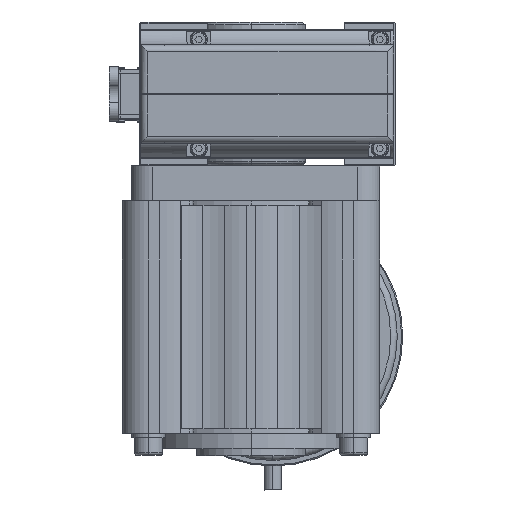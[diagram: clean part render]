
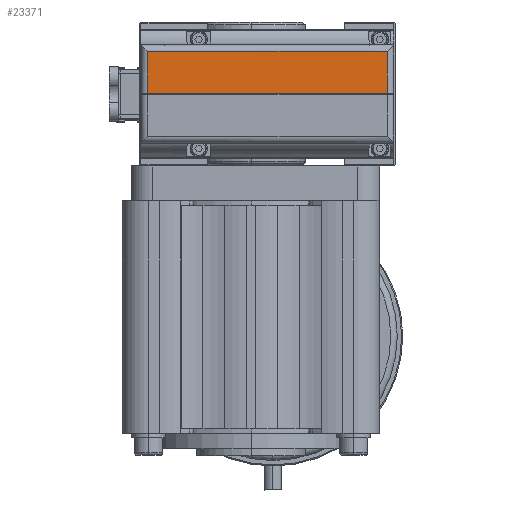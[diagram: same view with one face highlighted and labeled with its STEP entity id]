
A CAD part, left-side view. The second image highlights one B-rep face of the part: STEP entity #23371.
In plain terms, the highlighted planar face has unit normal (-1, 0, 0).
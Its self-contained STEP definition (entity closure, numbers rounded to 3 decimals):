
#1359 = CARTESIAN_POINT ( 'NONE',  ( -327., 113.5, 0.25 ) ) ;
#2207 = DIRECTION ( 'NONE',  ( 0., 1., 0. ) ) ;
#2549 = CARTESIAN_POINT ( 'NONE',  ( -327., 3.5, 19.5 ) ) ;
#7727 = ORIENTED_EDGE ( 'NONE', *, *, #29469, .F. ) ;
#8065 = FACE_OUTER_BOUND ( 'NONE', #48587, .T. ) ;
#8940 = ORIENTED_EDGE ( 'NONE', *, *, #45290, .T. ) ;
#9257 = CARTESIAN_POINT ( 'NONE',  ( -327., 113.5, 0.25 ) ) ;
#11303 = DIRECTION ( 'NONE',  ( 0., 0., -1. ) ) ;
#13314 = EDGE_CURVE ( 'NONE', #47387, #61792, #55712, .T. ) ;
#14017 = AXIS2_PLACEMENT_3D ( 'NONE', #19130, #19464, #2207 ) ;
#17069 = VECTOR ( 'NONE', #44643, 1000. ) ;
#19127 = VERTEX_POINT ( 'NONE', #1359 ) ;
#19130 = CARTESIAN_POINT ( 'NONE',  ( -327., 113.5, 29.5 ) ) ;
#19464 = DIRECTION ( 'NONE',  ( 1., 0., 0. ) ) ;
#21841 = LINE ( 'NONE', #33900, #23569 ) ;
#23371 = ADVANCED_FACE ( 'NONE', ( #8065 ), #55807, .F. ) ;
#23569 = VECTOR ( 'NONE', #55024, 1000. ) ;
#25502 = CARTESIAN_POINT ( 'NONE',  ( -327., 76.833, 0.25 ) ) ;
#29469 = EDGE_CURVE ( 'NONE', #61792, #48032, #42459, .T. ) ;
#30544 = EDGE_CURVE ( 'NONE', #19127, #48032, #58428, .T. ) ;
#33097 = CARTESIAN_POINT ( 'NONE',  ( -327., 3.5, 29.5 ) ) ;
#33900 = CARTESIAN_POINT ( 'NONE',  ( -327., 113.5, 29.5 ) ) ;
#36926 = CARTESIAN_POINT ( 'NONE',  ( -327., 40.167, 0.25 ) ) ;
#42459 = LINE ( 'NONE', #33097, #62877 ) ;
#44643 = DIRECTION ( 'NONE',  ( 0., -1., 0. ) ) ;
#45290 = EDGE_CURVE ( 'NONE', #47387, #19127, #21841, .T. ) ;
#46600 = CARTESIAN_POINT ( 'NONE',  ( -327., 3.5, 0.25 ) ) ;
#47387 = VERTEX_POINT ( 'NONE', #64922 ) ;
#48032 = VERTEX_POINT ( 'NONE', #59128 ) ;
#48587 = EDGE_LOOP ( 'NONE', ( #7727, #51124, #8940, #58173 ) ) ;
#51124 = ORIENTED_EDGE ( 'NONE', *, *, #13314, .F. ) ;
#54699 = CARTESIAN_POINT ( 'NONE',  ( -327., 116.5, 19.5 ) ) ;
#55024 = DIRECTION ( 'NONE',  ( 0., 0., -1. ) ) ;
#55712 = LINE ( 'NONE', #54699, #17069 ) ;
#55807 = PLANE ( 'NONE',  #14017 ) ;
#58173 = ORIENTED_EDGE ( 'NONE', *, *, #30544, .T. ) ;
#58428 = B_SPLINE_CURVE_WITH_KNOTS ( 'NONE', 3,
 ( #9257, #25502, #36926, #46600 ),
 .UNSPECIFIED., .F., .F.,
 ( 4, 4 ),
 ( 0., 1. ),
 .UNSPECIFIED. ) ;
#59128 = CARTESIAN_POINT ( 'NONE',  ( -327., 3.5, 0.25 ) ) ;
#61792 = VERTEX_POINT ( 'NONE', #2549 ) ;
#62877 = VECTOR ( 'NONE', #11303, 1000. ) ;
#64922 = CARTESIAN_POINT ( 'NONE',  ( -327., 113.5, 19.5 ) ) ;
